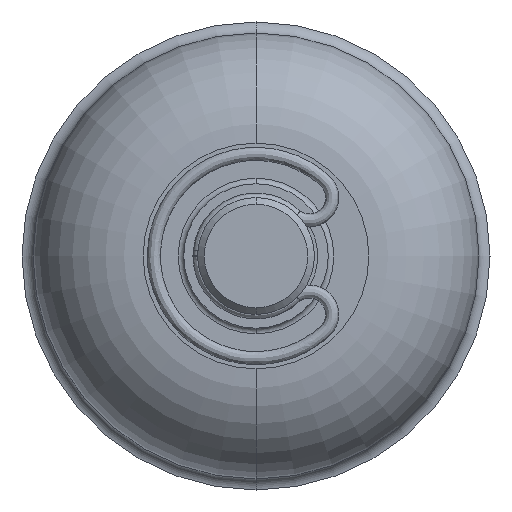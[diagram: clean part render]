
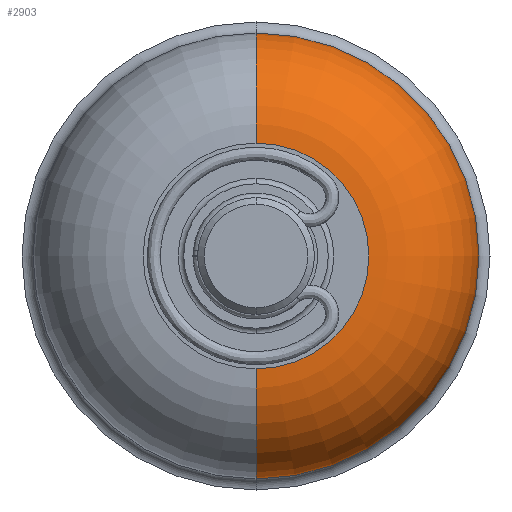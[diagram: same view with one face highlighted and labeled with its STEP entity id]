
A CAD part, front view. The second image highlights one B-rep face of the part: STEP entity #2903.
In plain terms, the highlighted toroidal (fillet/blend) face has major radius 13.018 mm and minor radius 12.7 mm.
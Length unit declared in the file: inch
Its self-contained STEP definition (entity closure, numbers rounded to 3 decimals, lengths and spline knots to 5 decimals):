
#69 = CARTESIAN_POINT ( 'NONE',  ( 0., -2.57781, 0. ) ) ;
#271 = AXIS2_PLACEMENT_3D ( 'NONE', #3558, #1582, #3921 ) ;
#278 = DIRECTION ( 'NONE',  ( 0., 1., 0. ) ) ;
#315 = VERTEX_POINT ( 'NONE', #908 ) ;
#396 = DIRECTION ( 'NONE',  ( 0., 0., 1. ) ) ;
#480 = VERTEX_POINT ( 'NONE', #1413 ) ;
#518 = VERTEX_POINT ( 'NONE', #1218 ) ;
#593 = AXIS2_PLACEMENT_3D ( 'NONE', #4259, #278, #1927 ) ;
#675 = ORIENTED_EDGE ( 'NONE', *, *, #1630, .F. ) ;
#679 = ORIENTED_EDGE ( 'NONE', *, *, #3868, .T. ) ;
#717 = ORIENTED_EDGE ( 'NONE', *, *, #1553, .F. ) ;
#807 = ORIENTED_EDGE ( 'NONE', *, *, #2321, .F. ) ;
#908 = CARTESIAN_POINT ( 'NONE',  ( 0., -2.07781, 1.0125 ) ) ;
#1099 = CARTESIAN_POINT ( 'NONE',  ( 0., -2.07781, 0. ) ) ;
#1218 = CARTESIAN_POINT ( 'NONE',  ( 0., -2.57781, 0.5125 ) ) ;
#1413 = CARTESIAN_POINT ( 'NONE',  ( 0., -2.57781, -0.5125 ) ) ;
#1428 = DIRECTION ( 'NONE',  ( 0., 0., 1. ) ) ;
#1553 = EDGE_CURVE ( 'NONE', #315, #1765, #3212, .T. ) ;
#1582 = DIRECTION ( 'NONE',  ( -1., 0., 0. ) ) ;
#1630 = EDGE_CURVE ( 'NONE', #480, #518, #3107, .T. ) ;
#1730 = CARTESIAN_POINT ( 'NONE',  ( 0., -2.07781, -1.0125 ) ) ;
#1765 = VERTEX_POINT ( 'NONE', #1730 ) ;
#1819 = DIRECTION ( 'NONE',  ( 1., 0., 0. ) ) ;
#1927 = DIRECTION ( 'NONE',  ( 0., 0., 1. ) ) ;
#1971 = AXIS2_PLACEMENT_3D ( 'NONE', #3815, #1819, #4162 ) ;
#2321 = EDGE_CURVE ( 'NONE', #518, #315, #2344, .T. ) ;
#2344 = CIRCLE ( 'NONE', #271, 0.5 ) ;
#2360 = DIRECTION ( 'NONE',  ( 0., -1., 0. ) ) ;
#2413 = AXIS2_PLACEMENT_3D ( 'NONE', #1099, #3394, #1428 ) ;
#2903 = ADVANCED_FACE ( 'NONE', ( #3946 ), #3992, .T. ) ;
#2977 = CIRCLE ( 'NONE', #1971, 0.5 ) ;
#3107 = CIRCLE ( 'NONE', #3513, 0.5125 ) ;
#3212 = CIRCLE ( 'NONE', #2413, 1.0125 ) ;
#3394 = DIRECTION ( 'NONE',  ( 0., 1., 0. ) ) ;
#3513 = AXIS2_PLACEMENT_3D ( 'NONE', #69, #2360, #396 ) ;
#3531 = EDGE_LOOP ( 'NONE', ( #675, #679, #717, #807 ) ) ;
#3558 = CARTESIAN_POINT ( 'NONE',  ( 0., -2.07781, 0.5125 ) ) ;
#3815 = CARTESIAN_POINT ( 'NONE',  ( 0., -2.07781, -0.5125 ) ) ;
#3868 = EDGE_CURVE ( 'NONE', #480, #1765, #2977, .T. ) ;
#3921 = DIRECTION ( 'NONE',  ( 0., 0., 1. ) ) ;
#3946 = FACE_OUTER_BOUND ( 'NONE', #3531, .T. ) ;
#3992 = TOROIDAL_SURFACE ( 'NONE', #593, 0.5125, 0.5 ) ;
#4162 = DIRECTION ( 'NONE',  ( 0., 0., -1. ) ) ;
#4259 = CARTESIAN_POINT ( 'NONE',  ( 0., -2.07781, 0. ) ) ;
